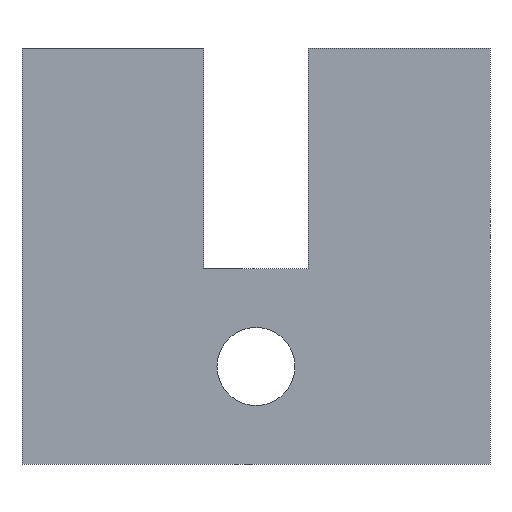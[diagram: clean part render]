
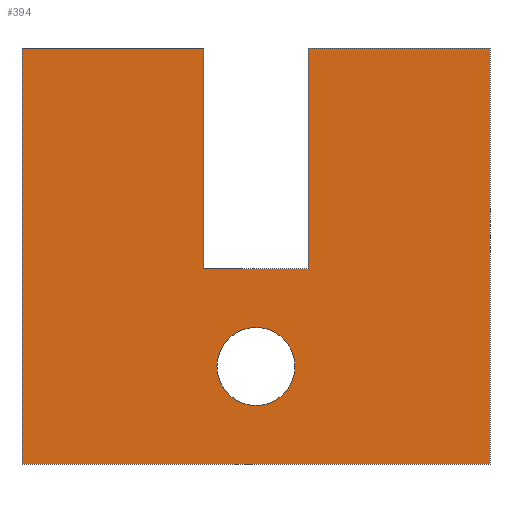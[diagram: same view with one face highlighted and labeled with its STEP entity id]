
A CAD part, front view. The second image highlights one B-rep face of the part: STEP entity #394.
In plain terms, the highlighted planar face has unit normal (0, -1, 0).
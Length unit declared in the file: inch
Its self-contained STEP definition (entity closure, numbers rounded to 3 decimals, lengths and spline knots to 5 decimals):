
#17=FACE_BOUND('',#49,.T.);
#19=CIRCLE('',#429,0.075);
#20=CIRCLE('',#430,0.075);
#28=FACE_OUTER_BOUND('',#48,.T.);
#48=EDGE_LOOP('',(#262,#263,#264,#265,#266,#267,#268,#269));
#49=EDGE_LOOP('',(#270,#271));
#70=LINE('',#569,#118);
#71=LINE('',#571,#119);
#72=LINE('',#573,#120);
#73=LINE('',#575,#121);
#74=LINE('',#577,#122);
#75=LINE('',#579,#123);
#76=LINE('',#581,#124);
#77=LINE('',#582,#125);
#118=VECTOR('',#461,0.3937);
#119=VECTOR('',#462,0.3937);
#120=VECTOR('',#463,0.3937);
#121=VECTOR('',#464,0.3937);
#122=VECTOR('',#465,0.3937);
#123=VECTOR('',#466,0.3937);
#124=VECTOR('',#467,0.3937);
#125=VECTOR('',#468,0.3937);
#166=VERTEX_POINT('',#567);
#167=VERTEX_POINT('',#568);
#168=VERTEX_POINT('',#570);
#169=VERTEX_POINT('',#572);
#170=VERTEX_POINT('',#574);
#171=VERTEX_POINT('',#576);
#172=VERTEX_POINT('',#578);
#173=VERTEX_POINT('',#580);
#174=VERTEX_POINT('',#583);
#175=VERTEX_POINT('',#584);
#205=EDGE_CURVE('',#166,#167,#70,.T.);
#206=EDGE_CURVE('',#167,#168,#71,.T.);
#207=EDGE_CURVE('',#168,#169,#72,.T.);
#208=EDGE_CURVE('',#169,#170,#73,.T.);
#209=EDGE_CURVE('',#170,#171,#74,.T.);
#210=EDGE_CURVE('',#171,#172,#75,.T.);
#211=EDGE_CURVE('',#172,#173,#76,.T.);
#212=EDGE_CURVE('',#173,#166,#77,.T.);
#213=EDGE_CURVE('',#174,#175,#19,.T.);
#214=EDGE_CURVE('',#175,#174,#20,.T.);
#262=ORIENTED_EDGE('',*,*,#205,.T.);
#263=ORIENTED_EDGE('',*,*,#206,.T.);
#264=ORIENTED_EDGE('',*,*,#207,.T.);
#265=ORIENTED_EDGE('',*,*,#208,.T.);
#266=ORIENTED_EDGE('',*,*,#209,.T.);
#267=ORIENTED_EDGE('',*,*,#210,.T.);
#268=ORIENTED_EDGE('',*,*,#211,.T.);
#269=ORIENTED_EDGE('',*,*,#212,.T.);
#270=ORIENTED_EDGE('',*,*,#213,.T.);
#271=ORIENTED_EDGE('',*,*,#214,.T.);
#376=PLANE('',#428);
#394=ADVANCED_FACE('',(#28,#17),#376,.T.);
#428=AXIS2_PLACEMENT_3D('',#566,#459,#460);
#429=AXIS2_PLACEMENT_3D('',#585,#469,#470);
#430=AXIS2_PLACEMENT_3D('',#586,#471,#472);
#459=DIRECTION('center_axis',(0.,-1.,0.));
#460=DIRECTION('ref_axis',(1.,0.,0.));
#461=DIRECTION('',(-1.,0.,0.));
#462=DIRECTION('',(0.,0.,1.));
#463=DIRECTION('',(-1.,0.,0.));
#464=DIRECTION('',(0.,0.,-1.));
#465=DIRECTION('',(1.,0.,0.));
#466=DIRECTION('',(0.,0.,1.));
#467=DIRECTION('',(-1.,0.,0.));
#468=DIRECTION('',(0.,0.,-1.));
#469=DIRECTION('center_axis',(0.,1.,0.));
#470=DIRECTION('ref_axis',(1.,0.,0.));
#471=DIRECTION('center_axis',(0.,1.,0.));
#472=DIRECTION('ref_axis',(1.,0.,0.));
#566=CARTESIAN_POINT('Origin',(0.45,-0.5,-0.4));
#567=CARTESIAN_POINT('',(0.55,-0.5,-0.425));
#568=CARTESIAN_POINT('',(0.35,-0.5,-0.425));
#569=CARTESIAN_POINT('',(0.55,-0.5,-0.425));
#570=CARTESIAN_POINT('',(0.35,-0.5,0.));
#571=CARTESIAN_POINT('',(0.35,-0.5,-0.425));
#572=CARTESIAN_POINT('',(0.,-0.5,0.));
#573=CARTESIAN_POINT('',(0.35,-0.5,0.));
#574=CARTESIAN_POINT('',(0.,-0.5,-0.8));
#575=CARTESIAN_POINT('',(0.,-0.5,0.));
#576=CARTESIAN_POINT('',(0.9,-0.5,-0.8));
#577=CARTESIAN_POINT('',(0.,-0.5,-0.8));
#578=CARTESIAN_POINT('',(0.9,-0.5,0.));
#579=CARTESIAN_POINT('',(0.9,-0.5,-0.8));
#580=CARTESIAN_POINT('',(0.55,-0.5,0.));
#581=CARTESIAN_POINT('',(0.9,-0.5,0.));
#582=CARTESIAN_POINT('',(0.55,-0.5,0.));
#583=CARTESIAN_POINT('',(0.375,-0.5,-0.6125));
#584=CARTESIAN_POINT('',(0.45,-0.5,-0.6875));
#585=CARTESIAN_POINT('Origin',(0.45,-0.5,-0.6125));
#586=CARTESIAN_POINT('Origin',(0.45,-0.5,-0.6125));
